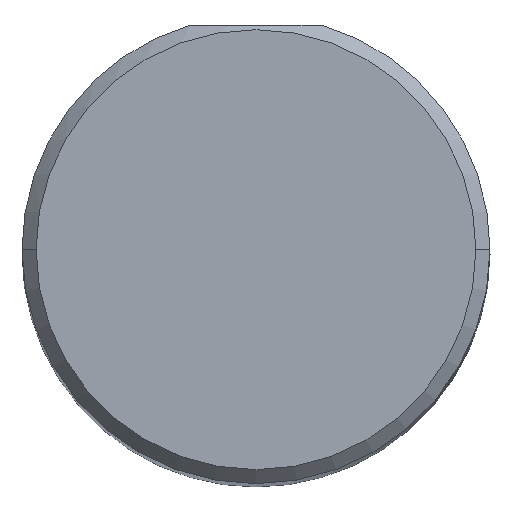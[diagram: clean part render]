
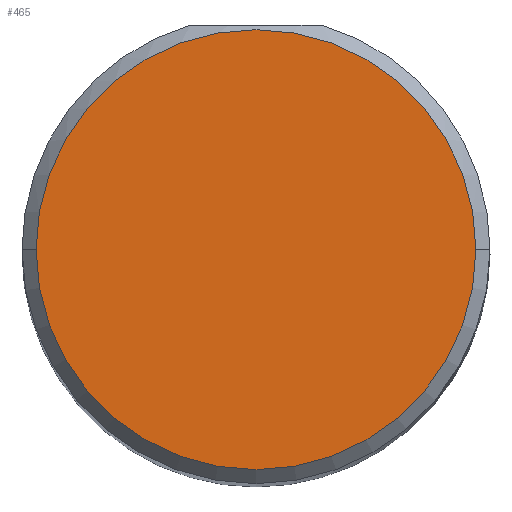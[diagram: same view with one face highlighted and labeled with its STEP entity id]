
A CAD part, top view. The second image highlights one B-rep face of the part: STEP entity #465.
In plain terms, the highlighted planar face has unit normal (0, 0, 1).
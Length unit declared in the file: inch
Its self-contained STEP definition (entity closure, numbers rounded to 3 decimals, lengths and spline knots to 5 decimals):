
#5 = CARTESIAN_POINT ( 'NONE',  ( 0., 0., 3. ) ) ;
#13 = CIRCLE ( 'NONE', #160, 0.235 ) ;
#53 = DIRECTION ( 'NONE',  ( 1., 0., 0. ) ) ;
#98 = DIRECTION ( 'NONE',  ( 1., 0., 0. ) ) ;
#144 = CARTESIAN_POINT ( 'NONE',  ( 0., 0., 3. ) ) ;
#160 = AXIS2_PLACEMENT_3D ( 'NONE', #5, #483, #98 ) ;
#167 = AXIS2_PLACEMENT_3D ( 'NONE', #144, #368, #53 ) ;
#169 = ORIENTED_EDGE ( 'NONE', *, *, #480, .T. ) ;
#204 = AXIS2_PLACEMENT_3D ( 'NONE', #341, #515, #383 ) ;
#291 = EDGE_CURVE ( 'NONE', #411, #392, #547, .T. ) ;
#338 = CARTESIAN_POINT ( 'NONE',  ( -0.235, 0., 3. ) ) ;
#341 = CARTESIAN_POINT ( 'NONE',  ( 0., 0., 3. ) ) ;
#368 = DIRECTION ( 'NONE',  ( 0., 0., 1. ) ) ;
#383 = DIRECTION ( 'NONE',  ( 1., 0., 0. ) ) ;
#392 = VERTEX_POINT ( 'NONE', #470 ) ;
#411 = VERTEX_POINT ( 'NONE', #338 ) ;
#451 = ORIENTED_EDGE ( 'NONE', *, *, #291, .T. ) ;
#459 = EDGE_LOOP ( 'NONE', ( #451, #169 ) ) ;
#465 = ADVANCED_FACE ( 'NONE', ( #535 ), #488, .T. ) ;
#470 = CARTESIAN_POINT ( 'NONE',  ( 0.235, 0., 3. ) ) ;
#480 = EDGE_CURVE ( 'NONE', #392, #411, #13, .T. ) ;
#483 = DIRECTION ( 'NONE',  ( 0., 0., 1. ) ) ;
#488 = PLANE ( 'NONE',  #167 ) ;
#515 = DIRECTION ( 'NONE',  ( 0., 0., 1. ) ) ;
#535 = FACE_OUTER_BOUND ( 'NONE', #459, .T. ) ;
#547 = CIRCLE ( 'NONE', #204, 0.235 ) ;
